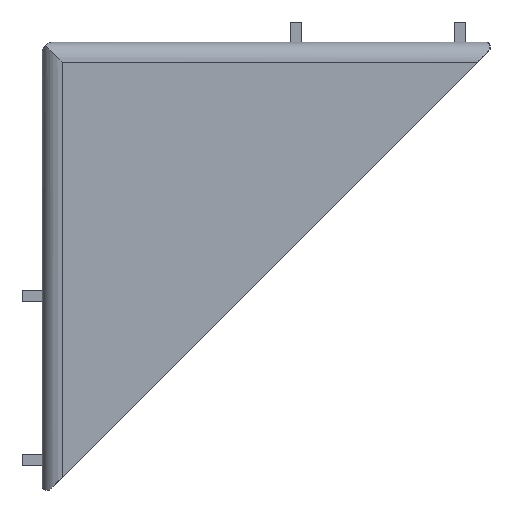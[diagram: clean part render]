
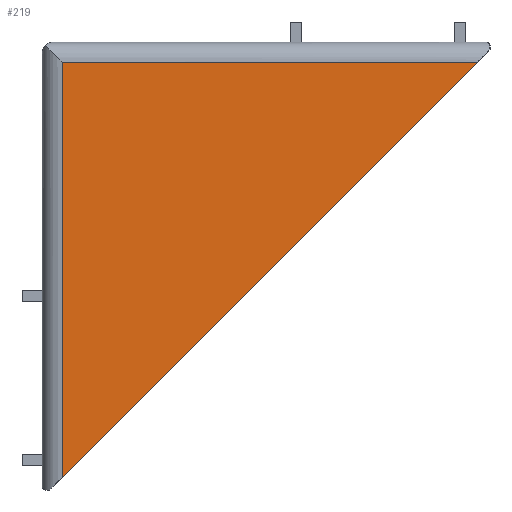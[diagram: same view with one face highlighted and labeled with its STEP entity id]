
A CAD part, left-side view. The second image highlights one B-rep face of the part: STEP entity #219.
In plain terms, the highlighted planar face has unit normal (-1, 0, 0).
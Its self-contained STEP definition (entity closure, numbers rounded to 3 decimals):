
#219=ADVANCED_FACE('',(#473),#474,.T.);
#473=FACE_OUTER_BOUND('',#758,.T.);
#474=PLANE('',#759);
#758=EDGE_LOOP('',(#1351,#1352,#1353));
#759=AXIS2_PLACEMENT_3D('',#1354,#1355,#1356);
#1351=ORIENTED_EDGE('',*,*,#1895,.T.);
#1352=ORIENTED_EDGE('',*,*,#1897,.T.);
#1353=ORIENTED_EDGE('',*,*,#1880,.F.);
#1354=CARTESIAN_POINT('',(-15.0,-21.494,-21.494));
#1355=DIRECTION('',(-1.0,0.,0.));
#1356=DIRECTION('',(0.,-1.0,0.0));
#1880=EDGE_CURVE('',#2312,#2314,#2315,.T.);
#1895=EDGE_CURVE('',#2312,#2336,#2338,.T.);
#1897=EDGE_CURVE('',#2336,#2314,#2340,.T.);
#2312=VERTEX_POINT('',#2923);
#2314=VERTEX_POINT('',#2925);
#2315=LINE('',#2926,#2927);
#2336=VERTEX_POINT('',#2981);
#2338=LINE('',#2983,#2984);
#2340=LINE('',#2986,#2987);
#2923=CARTESIAN_POINT('',(-15.0,-58.3,-2.7));
#2925=CARTESIAN_POINT('',(-15.0,-2.7,-58.3));
#2926=CARTESIAN_POINT('',(-15.0,-1.,-60.0));
#2927=VECTOR('',#3441,1.);
#2981=CARTESIAN_POINT('',(-15.0,-2.7,-2.7));
#2983=CARTESIAN_POINT('',(-15.0,-31.35,-2.7));
#2984=VECTOR('',#3459,1.0);
#2986=CARTESIAN_POINT('',(-15.0,-2.7,-30.0));
#2987=VECTOR('',#3460,1.0);
#3441=DIRECTION('',(0.,0.707,-0.707));
#3459=DIRECTION('',(-0.0,1.0,0.));
#3460=DIRECTION('',(-0.0,0.0,-1.0));
